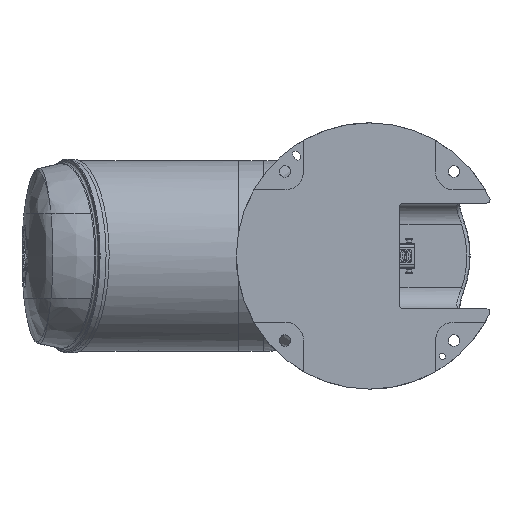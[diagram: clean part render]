
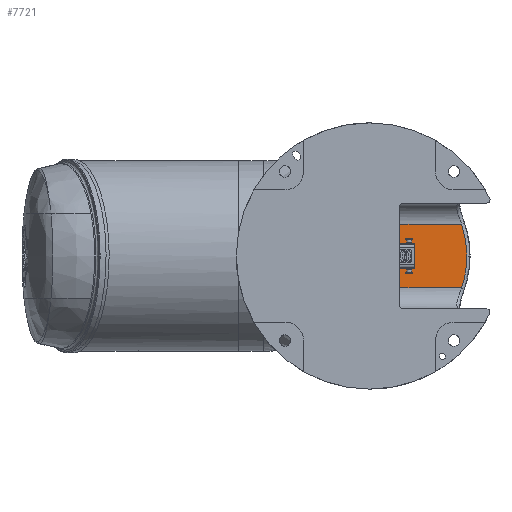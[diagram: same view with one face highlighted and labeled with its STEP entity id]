
A CAD part, front view. The second image highlights one B-rep face of the part: STEP entity #7721.
In plain terms, the highlighted planar face has unit normal (0, 1, 0).
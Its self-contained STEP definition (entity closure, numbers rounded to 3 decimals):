
#1803 = ORIENTED_EDGE ( 'NONE', *, *, #16016, .F. ) ;
#3787 = CARTESIAN_POINT ( 'NONE',  ( 30., 98.6, 87.151 ) ) ;
#6264 = DIRECTION ( 'NONE',  ( 0., 0., -1. ) ) ;
#7721 = ADVANCED_FACE ( 'NONE', ( #180598 ), #56140, .F. ) ;
#14064 = CARTESIAN_POINT ( 'NONE',  ( 15.156, 98.6, 90.916 ) ) ;
#16016 = EDGE_CURVE ( 'NONE', #205660, #74476, #166538, .T. ) ;
#16931 = CARTESIAN_POINT ( 'NONE',  ( -17.491, 98.6, 90.5 ) ) ;
#31617 = CARTESIAN_POINT ( 'NONE',  ( -12.773, 98.6, 91.317 ) ) ;
#32336 = CARTESIAN_POINT ( 'NONE',  ( -2.242, 98.6, 92.147 ) ) ;
#33063 = CARTESIAN_POINT ( 'NONE',  ( -15.469, 98.6, 90.863 ) ) ;
#37824 = CARTESIAN_POINT ( 'NONE',  ( 0., 98.6, -85.275 ) ) ;
#40000 = DIRECTION ( 'NONE',  ( 0., -1., 0. ) ) ;
#43921 = EDGE_CURVE ( 'NONE', #185361, #74476, #166958, .T. ) ;
#47019 = CARTESIAN_POINT ( 'NONE',  ( -19.659, 98.6, 90.066 ) ) ;
#48447 = CARTESIAN_POINT ( 'NONE',  ( 30., 98.6, 23. ) ) ;
#49914 = CARTESIAN_POINT ( 'NONE',  ( -0.322, 98.6, 92.17 ) ) ;
#56140 = PLANE ( 'NONE',  #141156 ) ;
#66073 = CARTESIAN_POINT ( 'NONE',  ( -0.641, 98.6, 92.169 ) ) ;
#66787 = CARTESIAN_POINT ( 'NONE',  ( -4.482, 98.6, 92.077 ) ) ;
#74476 = VERTEX_POINT ( 'NONE', #3787 ) ;
#83615 = CARTESIAN_POINT ( 'NONE',  ( 14.996, 98.6, 90.942 ) ) ;
#92763 = ORIENTED_EDGE ( 'NONE', *, *, #43921, .T. ) ;
#97577 = CARTESIAN_POINT ( 'NONE',  ( 2.574, 98.6, 92.17 ) ) ;
#99723 = CARTESIAN_POINT ( 'NONE',  ( -8.953, 98.6, 91.797 ) ) ;
#100435 = CARTESIAN_POINT ( 'NONE',  ( 25.215, 98.6, 88.799 ) ) ;
#104357 = CARTESIAN_POINT ( 'NONE',  ( 30., 98.6, 23. ) ) ;
#106746 = CARTESIAN_POINT ( 'NONE',  ( 30., 98.6, 44.384 ) ) ;
#108435 = CARTESIAN_POINT ( 'NONE',  ( -30., 98.6, 87.151 ) ) ;
#112053 = CARTESIAN_POINT ( 'NONE',  ( -30., 98.6, 44.384 ) ) ;
#114404 = CARTESIAN_POINT ( 'NONE',  ( -30., 98.6, 87.151 ) ) ;
#115845 = CARTESIAN_POINT ( 'NONE',  ( -15.392, 98.6, 90.876 ) ) ;
#116558 = CARTESIAN_POINT ( 'NONE',  ( 14.68, 98.6, 90.994 ) ) ;
#117271 = CARTESIAN_POINT ( 'NONE',  ( 30., 98.6, 87.151 ) ) ;
#120067 = ORIENTED_EDGE ( 'NONE', *, *, #126767, .F. ) ;
#123622 = CARTESIAN_POINT ( 'NONE',  ( 30., 98.6, 65.768 ) ) ;
#125307 = CARTESIAN_POINT ( 'NONE',  ( -30., 98.6, 65.768 ) ) ;
#126767 = EDGE_CURVE ( 'NONE', #140213, #205660, #178480, .T. ) ;
#127810 = EDGE_LOOP ( 'NONE', ( #192518, #92763, #1803, #120067 ) ) ;
#133417 = CARTESIAN_POINT ( 'NONE',  ( -15.858, 98.6, 90.796 ) ) ;
#136567 = CARTESIAN_POINT ( 'NONE',  ( 10., 98.6, 23. ) ) ;
#140213 = VERTEX_POINT ( 'NONE', #201962 ) ;
#141156 = AXIS2_PLACEMENT_3D ( 'NONE', #37824, #40000, #6264 ) ;
#147297 = EDGE_CURVE ( 'NONE', #185361, #140213, #190473, .T. ) ;
#147375 = CARTESIAN_POINT ( 'NONE',  ( -23.964, 98.6, 89.065 ) ) ;
#155630 = CARTESIAN_POINT ( 'NONE',  ( -10., 98.6, 23. ) ) ;
#164254 = CARTESIAN_POINT ( 'NONE',  ( 14.205, 98.6, 91.07 ) ) ;
#165687 = CARTESIAN_POINT ( 'NONE',  ( -1.282, 98.6, 92.162 ) ) ;
#166538 = B_SPLINE_CURVE_WITH_KNOTS ( 'NONE', 3,
 ( #176294, #106746, #123622, #209970 ),
 .UNSPECIFIED., .F., .F.,
 ( 4, 4 ),
 ( 0., 1. ),
 .UNSPECIFIED. ) ;
#166958 = B_SPLINE_CURVE_WITH_KNOTS ( 'NONE', 3,
 ( #114404, #167112, #147375, #47019, #16931, #198646, #133417, #215471, #33063, #115845, #31617, #99723, #66787, #32336, #165687, #66073, #49914, #97577, #183231, #200068, #216898, #164254, #116558, #83615, #14064, #183947, #100435, #117271 ),
 .UNSPECIFIED., .F., .F.,
 ( 4, 1, 1, 1, 1, 1, 2, 2, 1, 1, 1, 2, 2, 1, 1, 1, 1, 2, 2, 4 ),
 ( 0., 0.125, 0.187, 0.219, 0.234, 0.242, 0.246, 0.25, 0.375, 0.437, 0.469, 0.484, 0.5, 0.625, 0.687, 0.719, 0.734, 0.742, 0.75, 1. ),
 .UNSPECIFIED. ) ;
#167112 = CARTESIAN_POINT ( 'NONE',  ( -27.6, 98.6, 87.978 ) ) ;
#167809 = CARTESIAN_POINT ( 'NONE',  ( -30., 98.6, 87.151 ) ) ;
#176294 = CARTESIAN_POINT ( 'NONE',  ( 30., 98.6, 23. ) ) ;
#178480 = B_SPLINE_CURVE_WITH_KNOTS ( 'NONE', 3,
 ( #204685, #155630, #136567, #104357 ),
 .UNSPECIFIED., .F., .F.,
 ( 4, 4 ),
 ( -1., 0. ),
 .UNSPECIFIED. ) ;
#180598 = FACE_OUTER_BOUND ( 'NONE', #127810, .T. ) ;
#183231 = CARTESIAN_POINT ( 'NONE',  ( 6.419, 98.6, 92.01 ) ) ;
#183947 = CARTESIAN_POINT ( 'NONE',  ( 20.319, 98.6, 90.045 ) ) ;
#185361 = VERTEX_POINT ( 'NONE', #167809 ) ;
#190473 = B_SPLINE_CURVE_WITH_KNOTS ( 'NONE', 3,
 ( #108435, #125307, #112053, #212407 ),
 .UNSPECIFIED., .F., .F.,
 ( 4, 4 ),
 ( 0., 1. ),
 .UNSPECIFIED. ) ;
#192518 = ORIENTED_EDGE ( 'NONE', *, *, #147297, .F. ) ;
#198646 = CARTESIAN_POINT ( 'NONE',  ( -16.403, 98.6, 90.7 ) ) ;
#200068 = CARTESIAN_POINT ( 'NONE',  ( 10.875, 98.6, 91.543 ) ) ;
#201962 = CARTESIAN_POINT ( 'NONE',  ( -30., 98.6, 23. ) ) ;
#204685 = CARTESIAN_POINT ( 'NONE',  ( -30., 98.6, 23. ) ) ;
#205660 = VERTEX_POINT ( 'NONE', #48447 ) ;
#209970 = CARTESIAN_POINT ( 'NONE',  ( 30., 98.6, 87.151 ) ) ;
#212407 = CARTESIAN_POINT ( 'NONE',  ( -30., 98.6, 23. ) ) ;
#215471 = CARTESIAN_POINT ( 'NONE',  ( -15.625, 98.6, 90.837 ) ) ;
#216898 = CARTESIAN_POINT ( 'NONE',  ( 13.096, 98.6, 91.239 ) ) ;
